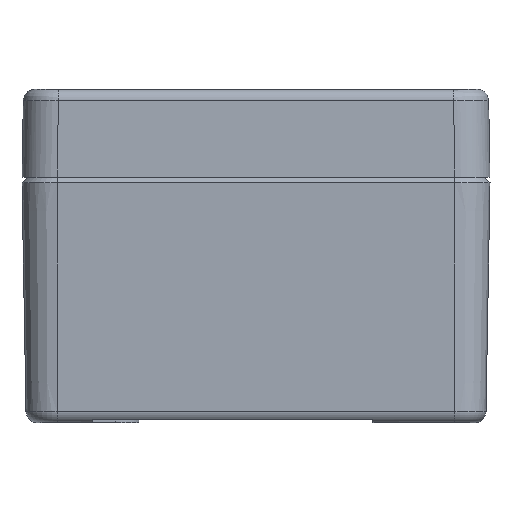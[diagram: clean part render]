
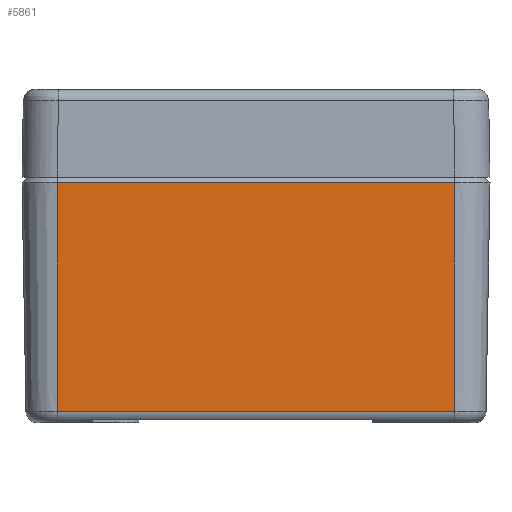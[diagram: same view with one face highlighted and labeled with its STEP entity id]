
A CAD part, left-side view. The second image highlights one B-rep face of the part: STEP entity #5861.
In plain terms, the highlighted planar face has unit normal (-1, 0, -0.018).
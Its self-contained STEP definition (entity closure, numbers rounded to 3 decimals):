
#5834=AXIS2_PLACEMENT_3D('Plane Axis2P3D',#5831,#5832,#5833) ;
#5715=CARTESIAN_POINT('Vertex',(0.,6.,41.)) ;
#5718=CARTESIAN_POINT('Line Origine',(0.358,6.,20.5)) ;
#5722=CARTESIAN_POINT('Vertex',(0.681,6.,1.965)) ;
#5831=CARTESIAN_POINT('Axis2P3D Location',(0.,40.,41.)) ;
#5836=CARTESIAN_POINT('Line Origine',(0.681,40.,1.965)) ;
#5840=CARTESIAN_POINT('Vertex',(0.681,74.,1.965)) ;
#5843=CARTESIAN_POINT('Line Origine',(0.,40.,41.)) ;
#5847=CARTESIAN_POINT('Vertex',(0.,74.,41.)) ;
#5850=CARTESIAN_POINT('Line Origine',(0.358,74.,20.5)) ;
#5719=DIRECTION('Vector Direction',(-0.017,0.,1.)) ;
#5832=DIRECTION('Axis2P3D Direction',(1.,-0.,0.017)) ;
#5833=DIRECTION('Axis2P3D XDirection',(0.,1.,0.)) ;
#5837=DIRECTION('Vector Direction',(0.,1.,0.)) ;
#5844=DIRECTION('Vector Direction',(0.,1.,0.)) ;
#5851=DIRECTION('Vector Direction',(-0.017,0.,1.)) ;
#5720=VECTOR('Line Direction',#5719,1.) ;
#5838=VECTOR('Line Direction',#5837,1.) ;
#5845=VECTOR('Line Direction',#5844,1.) ;
#5852=VECTOR('Line Direction',#5851,1.) ;
#5856=ORIENTED_EDGE('',*,*,#5842,.F.) ;
#5857=ORIENTED_EDGE('',*,*,#5724,.F.) ;
#5858=ORIENTED_EDGE('',*,*,#5849,.T.) ;
#5859=ORIENTED_EDGE('',*,*,#5854,.T.) ;
#5861=ADVANCED_FACE('Body',(#5860),#5835,.F.) ;
#5724=EDGE_CURVE('',#5716,#5723,#5721,.F.) ;
#5842=EDGE_CURVE('',#5723,#5841,#5839,.T.) ;
#5849=EDGE_CURVE('',#5716,#5848,#5846,.T.) ;
#5854=EDGE_CURVE('',#5848,#5841,#5853,.F.) ;
#5855=EDGE_LOOP('',(#5856,#5857,#5858,#5859)) ;
#5860=FACE_OUTER_BOUND('',#5855,.T.) ;
#5721=LINE('Line',#5718,#5720) ;
#5839=LINE('Line',#5836,#5838) ;
#5846=LINE('Line',#5843,#5845) ;
#5853=LINE('Line',#5850,#5852) ;
#5835=PLANE('',#5834) ;
#5716=VERTEX_POINT('',#5715) ;
#5723=VERTEX_POINT('',#5722) ;
#5841=VERTEX_POINT('',#5840) ;
#5848=VERTEX_POINT('',#5847) ;
